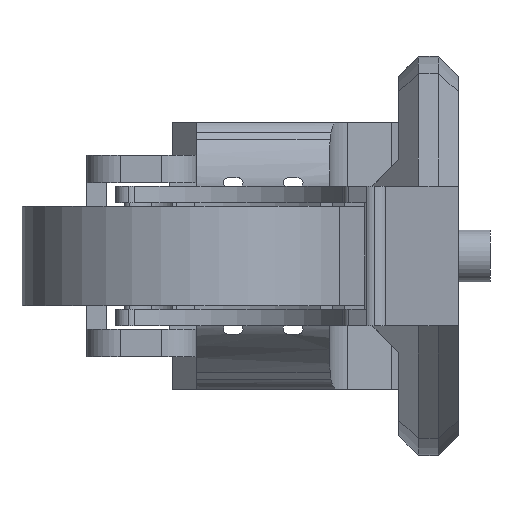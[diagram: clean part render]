
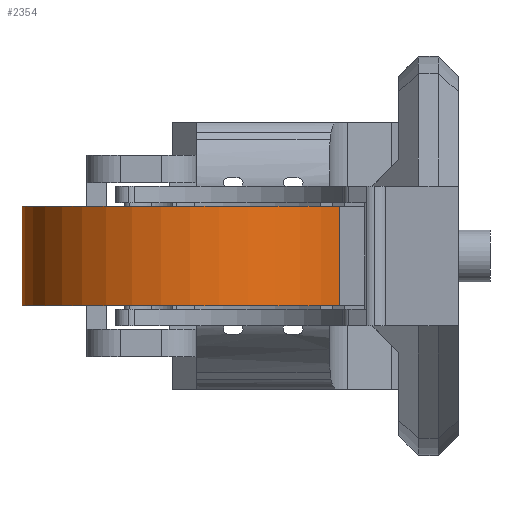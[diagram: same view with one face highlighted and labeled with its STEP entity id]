
A CAD part, left-side view. The second image highlights one B-rep face of the part: STEP entity #2354.
In plain terms, the highlighted cylindrical face has radius 26 mm (diameter 52 mm), a partial arc.
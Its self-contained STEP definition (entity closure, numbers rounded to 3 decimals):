
#441 = DIRECTION ( 'NONE',  ( -1., 0., 0. ) ) ;
#468 = CIRCLE ( 'NONE', #9568, 26. ) ;
#1057 = CARTESIAN_POINT ( 'NONE',  ( -60.241, 0.247, -7.5 ) ) ;
#1114 = EDGE_CURVE ( 'NONE', #4398, #7041, #11824, .T. ) ;
#1293 = LINE ( 'NONE', #11561, #8587 ) ;
#1979 = DIRECTION ( 'NONE',  ( 0., 0., 1. ) ) ;
#2158 = VECTOR ( 'NONE', #11801, 1000. ) ;
#2306 = ORIENTED_EDGE ( 'NONE', *, *, #1114, .F. ) ;
#2354 = ADVANCED_FACE ( 'NONE', ( #11053 ), #8055, .T. ) ;
#3149 = ORIENTED_EDGE ( 'NONE', *, *, #10363, .F. ) ;
#3193 = CARTESIAN_POINT ( 'NONE',  ( -36.216, 10.188, -7.5 ) ) ;
#3345 = EDGE_CURVE ( 'NONE', #5433, #7041, #1293, .T. ) ;
#3614 = DIRECTION ( 'NONE',  ( 0., 0., 1. ) ) ;
#4398 = VERTEX_POINT ( 'NONE', #12181 ) ;
#4559 = EDGE_CURVE ( 'NONE', #10254, #5433, #468, .T. ) ;
#4593 = ORIENTED_EDGE ( 'NONE', *, *, #3345, .T. ) ;
#4855 = AXIS2_PLACEMENT_3D ( 'NONE', #5200, #11933, #441 ) ;
#4933 = DIRECTION ( 'NONE',  ( 0., 0., 1. ) ) ;
#5200 = CARTESIAN_POINT ( 'NONE',  ( -60.241, 0.247, 7.5 ) ) ;
#5433 = VERTEX_POINT ( 'NONE', #6695 ) ;
#6436 = CARTESIAN_POINT ( 'NONE',  ( -74.501, -21.493, 7.5 ) ) ;
#6695 = CARTESIAN_POINT ( 'NONE',  ( -74.501, -21.493, -7.5 ) ) ;
#7041 = VERTEX_POINT ( 'NONE', #6436 ) ;
#7837 = DIRECTION ( 'NONE',  ( -1., 0., 0. ) ) ;
#7953 = LINE ( 'NONE', #3193, #2158 ) ;
#8055 = CYLINDRICAL_SURFACE ( 'NONE', #8597, 26. ) ;
#8587 = VECTOR ( 'NONE', #1979, 1000. ) ;
#8597 = AXIS2_PLACEMENT_3D ( 'NONE', #9301, #3614, #11304 ) ;
#9301 = CARTESIAN_POINT ( 'NONE',  ( -60.241, 0.247, -7.5 ) ) ;
#9353 = EDGE_LOOP ( 'NONE', ( #4593, #2306, #3149, #10561 ) ) ;
#9568 = AXIS2_PLACEMENT_3D ( 'NONE', #1057, #4933, #7837 ) ;
#10254 = VERTEX_POINT ( 'NONE', #10642 ) ;
#10363 = EDGE_CURVE ( 'NONE', #10254, #4398, #7953, .T. ) ;
#10561 = ORIENTED_EDGE ( 'NONE', *, *, #4559, .T. ) ;
#10642 = CARTESIAN_POINT ( 'NONE',  ( -36.216, 10.188, -7.5 ) ) ;
#11053 = FACE_OUTER_BOUND ( 'NONE', #9353, .T. ) ;
#11304 = DIRECTION ( 'NONE',  ( 1., 0., 0. ) ) ;
#11561 = CARTESIAN_POINT ( 'NONE',  ( -74.501, -21.493, -7.5 ) ) ;
#11801 = DIRECTION ( 'NONE',  ( 0., 0., 1. ) ) ;
#11824 = CIRCLE ( 'NONE', #4855, 26. ) ;
#11933 = DIRECTION ( 'NONE',  ( 0., 0., 1. ) ) ;
#12181 = CARTESIAN_POINT ( 'NONE',  ( -36.216, 10.188, 7.5 ) ) ;
